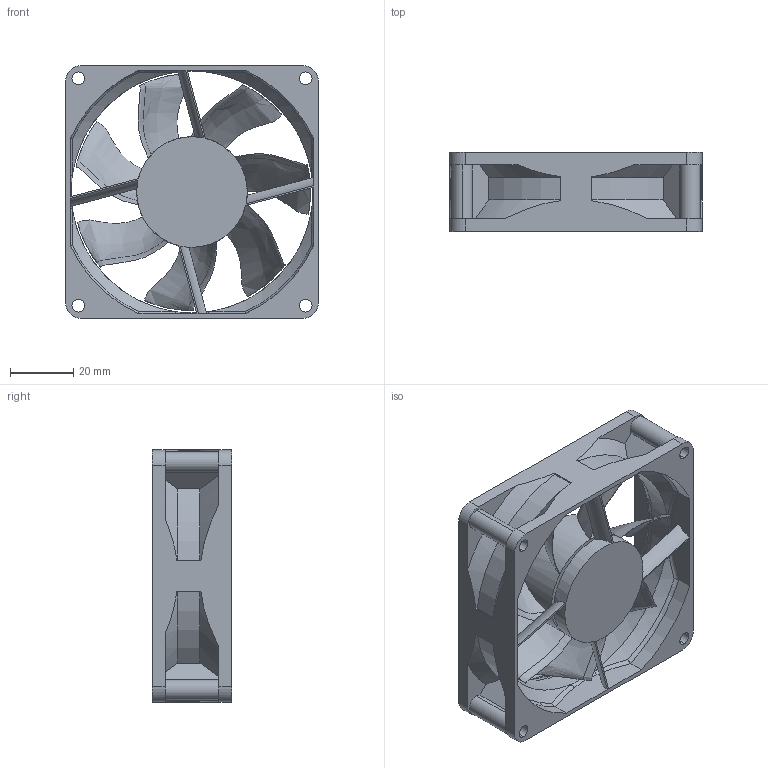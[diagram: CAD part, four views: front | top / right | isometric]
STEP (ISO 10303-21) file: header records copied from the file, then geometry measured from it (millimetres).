
FILE_DESCRIPTION (( 'STEP AP203' ), '1' );
FILE_NAME ('80mm Radial Fan.STEP', '2019-07-02T05:38:24', ( '' ), ( '' ), 'SwSTEP 2.0', 'SolidWorks 2018', '' );
FILE_SCHEMA (( 'CONFIG_CONTROL_DESIGN' ));
Length unit declared in the file: millimetre
Products named in the file (1): 80mm Radial Fan
Bounding box: 80 x 25 x 80 mm (x, y, z)
Volume: 43731.6 mm3; surface area: 35053.6 mm2
Topology: 3 solids, 3 shells, 347 faces, 924 edges, 603 vertices
Faces by surface type: cylinder 135, plane 110, bspline 64, cone 26, torus 12
Entity records: 25482 total; most frequent: CARTESIAN_POINT 17209, ORIENTED_EDGE 1848, DIRECTION 1541, EDGE_CURVE 924, VERTEX_POINT 603, AXIS2_PLACEMENT_3D 595, EDGE_LOOP 383, LINE 351
